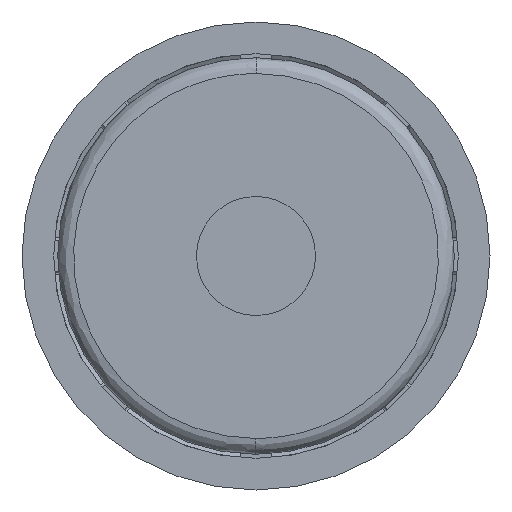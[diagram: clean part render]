
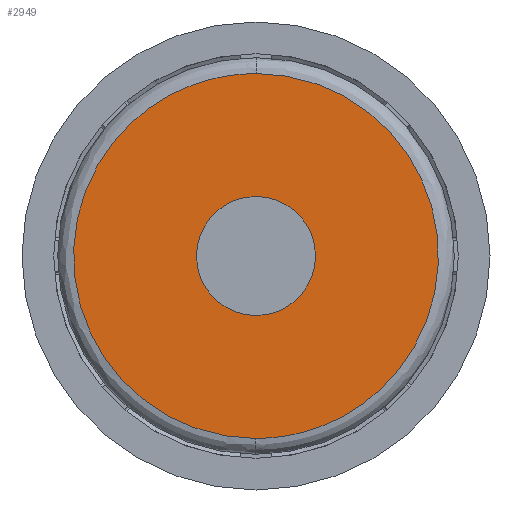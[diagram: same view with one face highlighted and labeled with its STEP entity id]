
A CAD part, front view. The second image highlights one B-rep face of the part: STEP entity #2949.
In plain terms, the highlighted planar face has unit normal (0, -1, 0).
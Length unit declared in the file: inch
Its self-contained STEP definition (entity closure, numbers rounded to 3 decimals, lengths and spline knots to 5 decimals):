
#72 = DIRECTION ( 'NONE',  ( -0.003, 0., -1. ) ) ;
#759 = CIRCLE ( 'NONE', #9488, 0.29528 ) ;
#1050 = CARTESIAN_POINT ( 'NONE',  ( 1.23967, 0.35621, 1.83757 ) ) ;
#1411 = EDGE_LOOP ( 'NONE', ( #6086, #6655 ) ) ;
#1454 = DIRECTION ( 'NONE',  ( -0.003, 0., -1. ) ) ;
#1782 = EDGE_CURVE ( 'NONE', #4297, #7901, #8430, .T. ) ;
#1852 = DIRECTION ( 'NONE',  ( -0.003, 0., -1. ) ) ;
#2216 = CARTESIAN_POINT ( 'NONE',  ( 1.24062, 0.35621, 2.13285 ) ) ;
#2242 = CARTESIAN_POINT ( 'NONE',  ( -0.56842, 0.35621, 2.74892 ) ) ;
#2274 = FACE_OUTER_BOUND ( 'NONE', #1411, .T. ) ;
#2295 = CARTESIAN_POINT ( 'NONE',  ( 1.23675, 0.35621, 0.93206 ) ) ;
#2380 =( BOUNDED_CURVE ( )  B_SPLINE_CURVE ( 3, ( #6692, #9055, #3485, #9093 ),
 .UNSPECIFIED., .F., .F. ) 
 B_SPLINE_CURVE_WITH_KNOTS ( ( 4, 4 ),
 ( 0., 1. ),
 .UNSPECIFIED. ) 
 CURVE ( )  GEOMETRIC_REPRESENTATION_ITEM ( )  RATIONAL_B_SPLINE_CURVE ( ( 1., 0.333, 0.333, 1. ) ) 
 REPRESENTATION_ITEM ( '' )  );
#2949 = ADVANCED_FACE ( 'NONE', ( #6567, #2274 ), #6081, .T. ) ;
#3330 = VERTEX_POINT ( 'NONE', #2295 ) ;
#3485 = CARTESIAN_POINT ( 'NONE',  ( 3.04776, 0.35621, 0.92623 ) ) ;
#3936 = CARTESIAN_POINT ( 'NONE',  ( 1.23872, 0.35621, 1.5423 ) ) ;
#4175 = AXIS2_PLACEMENT_3D ( 'NONE', #9665, #4890, #72 ) ;
#4297 = VERTEX_POINT ( 'NONE', #2216 ) ;
#4580 = EDGE_CURVE ( 'NONE', #3330, #4970, #8395, .T. ) ;
#4890 = DIRECTION ( 'NONE',  ( 0., 1., 0. ) ) ;
#4970 = VERTEX_POINT ( 'NONE', #8385 ) ;
#5434 = EDGE_CURVE ( 'NONE', #7901, #4297, #759, .T. ) ;
#6081 = PLANE ( 'NONE',  #8396 ) ;
#6086 = ORIENTED_EDGE ( 'NONE', *, *, #8003, .F. ) ;
#6264 = DIRECTION ( 'NONE',  ( 0., -1., 0. ) ) ;
#6567 = FACE_BOUND ( 'NONE', #8427, .T. ) ;
#6655 = ORIENTED_EDGE ( 'NONE', *, *, #4580, .F. ) ;
#6671 = DIRECTION ( 'NONE',  ( 0., 1., 0. ) ) ;
#6692 = CARTESIAN_POINT ( 'NONE',  ( 1.24259, 0.35621, 2.74308 ) ) ;
#7028 = CARTESIAN_POINT ( 'NONE',  ( 1.23675, 0.35621, 0.93206 ) ) ;
#7752 = ORIENTED_EDGE ( 'NONE', *, *, #5434, .T. ) ;
#7863 = CARTESIAN_POINT ( 'NONE',  ( 1.24259, 0.35621, 2.74308 ) ) ;
#7901 = VERTEX_POINT ( 'NONE', #3936 ) ;
#8003 = EDGE_CURVE ( 'NONE', #4970, #3330, #2380, .T. ) ;
#8385 = CARTESIAN_POINT ( 'NONE',  ( 1.24259, 0.35621, 2.74308 ) ) ;
#8395 =( BOUNDED_CURVE ( )  B_SPLINE_CURVE ( 3, ( #7028, #9425, #2242, #7863 ),
 .UNSPECIFIED., .F., .F. ) 
 B_SPLINE_CURVE_WITH_KNOTS ( ( 4, 4 ),
 ( 0., 1. ),
 .UNSPECIFIED. ) 
 CURVE ( )  GEOMETRIC_REPRESENTATION_ITEM ( )  RATIONAL_B_SPLINE_CURVE ( ( 1., 0.333, 0.333, 1. ) ) 
 REPRESENTATION_ITEM ( '' )  );
#8396 = AXIS2_PLACEMENT_3D ( 'NONE', #9435, #6264, #1454 ) ;
#8427 = EDGE_LOOP ( 'NONE', ( #7752, #10129 ) ) ;
#8430 = CIRCLE ( 'NONE', #4175, 0.29528 ) ;
#9055 = CARTESIAN_POINT ( 'NONE',  ( 3.0536, 0.35621, 2.73724 ) ) ;
#9093 = CARTESIAN_POINT ( 'NONE',  ( 1.23675, 0.35621, 0.93206 ) ) ;
#9425 = CARTESIAN_POINT ( 'NONE',  ( -0.57426, 0.35621, 0.9379 ) ) ;
#9435 = CARTESIAN_POINT ( 'NONE',  ( 1.53494, 0.35621, 1.83662 ) ) ;
#9488 = AXIS2_PLACEMENT_3D ( 'NONE', #1050, #6671, #1852 ) ;
#9665 = CARTESIAN_POINT ( 'NONE',  ( 1.23967, 0.35621, 1.83757 ) ) ;
#10129 = ORIENTED_EDGE ( 'NONE', *, *, #1782, .T. ) ;
